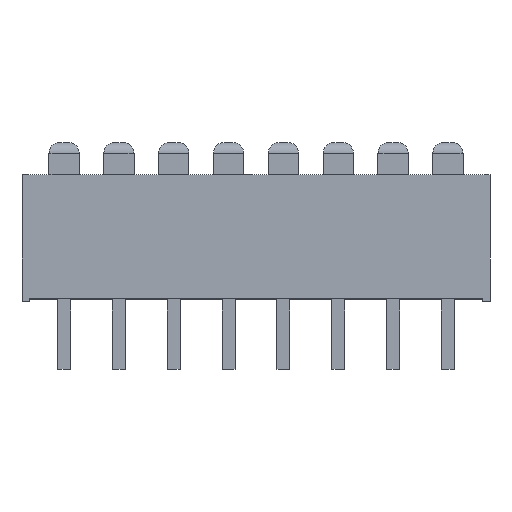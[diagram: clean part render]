
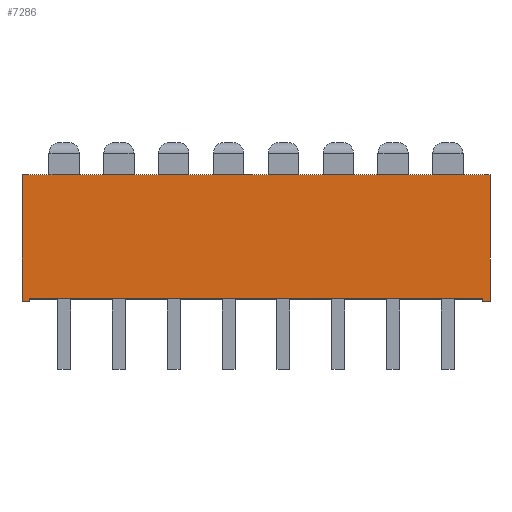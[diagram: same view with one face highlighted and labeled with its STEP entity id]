
A CAD part, top view. The second image highlights one B-rep face of the part: STEP entity #7286.
In plain terms, the highlighted planar face has unit normal (0, 0, 1).
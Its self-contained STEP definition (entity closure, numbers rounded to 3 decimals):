
#580 = EDGE_CURVE ( 'NONE', #4305, #6709, #5265, .T. ) ;
#606 = CARTESIAN_POINT ( 'NONE',  ( -10.84, 0., 4.95 ) ) ;
#623 = CARTESIAN_POINT ( 'NONE',  ( -10.84, 0., 4.95 ) ) ;
#630 = CARTESIAN_POINT ( 'NONE',  ( 10.5, -5.85, 4.95 ) ) ;
#784 = LINE ( 'NONE', #3998, #11329 ) ;
#1034 = DIRECTION ( 'NONE',  ( 0., 1., 0. ) ) ;
#1595 = ORIENTED_EDGE ( 'NONE', *, *, #6326, .T. ) ;
#1730 = CARTESIAN_POINT ( 'NONE',  ( 10.5, -5.75, 4.95 ) ) ;
#1880 = ORIENTED_EDGE ( 'NONE', *, *, #3449, .F. ) ;
#1923 = CARTESIAN_POINT ( 'NONE',  ( -10.84, -5.85, 4.95 ) ) ;
#1992 = DIRECTION ( 'NONE',  ( 1., 0., 0. ) ) ;
#2200 = DIRECTION ( 'NONE',  ( 1., 0., 0. ) ) ;
#2315 = CARTESIAN_POINT ( 'NONE',  ( -10.5, -5.85, 4.95 ) ) ;
#3283 = CARTESIAN_POINT ( 'NONE',  ( -10.5, -5.75, 4.95 ) ) ;
#3396 = LINE ( 'NONE', #7849, #9129 ) ;
#3449 = EDGE_CURVE ( 'NONE', #12541, #11195, #7188, .T. ) ;
#3943 = VERTEX_POINT ( 'NONE', #4809 ) ;
#3998 = CARTESIAN_POINT ( 'NONE',  ( -10.84, -5.85, 4.95 ) ) ;
#4039 = DIRECTION ( 'NONE',  ( 0., 1., 0. ) ) ;
#4047 = DIRECTION ( 'NONE',  ( 1., 0., 0. ) ) ;
#4305 = VERTEX_POINT ( 'NONE', #630 ) ;
#4467 = DIRECTION ( 'NONE',  ( 0., 1., 0. ) ) ;
#4663 = VECTOR ( 'NONE', #11505, 1000. ) ;
#4809 = CARTESIAN_POINT ( 'NONE',  ( -10.84, -5.85, 4.95 ) ) ;
#4861 = VECTOR ( 'NONE', #4047, 1000. ) ;
#4981 = DIRECTION ( 'NONE',  ( 1., 0., 0. ) ) ;
#5175 = VERTEX_POINT ( 'NONE', #606 ) ;
#5265 = LINE ( 'NONE', #7533, #10654 ) ;
#5533 = ORIENTED_EDGE ( 'NONE', *, *, #12364, .T. ) ;
#5936 = AXIS2_PLACEMENT_3D ( 'NONE', #6047, #11280, #4981 ) ;
#6047 = CARTESIAN_POINT ( 'NONE',  ( -10.84, -5.85, 4.95 ) ) ;
#6181 = CARTESIAN_POINT ( 'NONE',  ( 10.84, 0., 4.95 ) ) ;
#6326 = EDGE_CURVE ( 'NONE', #11581, #9217, #11061, .T. ) ;
#6475 = LINE ( 'NONE', #9781, #12763 ) ;
#6709 = VERTEX_POINT ( 'NONE', #1730 ) ;
#6852 = ORIENTED_EDGE ( 'NONE', *, *, #10686, .F. ) ;
#6915 = CARTESIAN_POINT ( 'NONE',  ( -10.5, -5.75, 4.95 ) ) ;
#7181 = PLANE ( 'NONE',  #5936 ) ;
#7188 = LINE ( 'NONE', #6915, #4663 ) ;
#7286 = ADVANCED_FACE ( 'NONE', ( #12334 ), #7181, .T. ) ;
#7339 = LINE ( 'NONE', #623, #4861 ) ;
#7533 = CARTESIAN_POINT ( 'NONE',  ( 10.5, -5.75, 4.95 ) ) ;
#7664 = CARTESIAN_POINT ( 'NONE',  ( 10.84, -5.85, 4.95 ) ) ;
#7765 = DIRECTION ( 'NONE',  ( -1., 0., 0. ) ) ;
#7849 = CARTESIAN_POINT ( 'NONE',  ( -10.5, -5.75, 4.95 ) ) ;
#8160 = EDGE_CURVE ( 'NONE', #5175, #9217, #7339, .T. ) ;
#8318 = CARTESIAN_POINT ( 'NONE',  ( 10.84, -5.85, 4.95 ) ) ;
#9129 = VECTOR ( 'NONE', #7765, 1000. ) ;
#9217 = VERTEX_POINT ( 'NONE', #6181 ) ;
#9292 = EDGE_CURVE ( 'NONE', #3943, #5175, #6475, .T. ) ;
#9384 = VECTOR ( 'NONE', #4467, 1000. ) ;
#9656 = EDGE_LOOP ( 'NONE', ( #13755, #5533, #1595, #11545, #12768, #12101, #1880, #6852 ) ) ;
#9781 = CARTESIAN_POINT ( 'NONE',  ( -10.84, -5.85, 4.95 ) ) ;
#10654 = VECTOR ( 'NONE', #4039, 1000. ) ;
#10686 = EDGE_CURVE ( 'NONE', #6709, #12541, #3396, .T. ) ;
#11061 = LINE ( 'NONE', #7664, #9384 ) ;
#11195 = VERTEX_POINT ( 'NONE', #2315 ) ;
#11280 = DIRECTION ( 'NONE',  ( 0., 0., 1. ) ) ;
#11329 = VECTOR ( 'NONE', #1992, 1000. ) ;
#11505 = DIRECTION ( 'NONE',  ( 0., -1., 0. ) ) ;
#11545 = ORIENTED_EDGE ( 'NONE', *, *, #8160, .F. ) ;
#11581 = VERTEX_POINT ( 'NONE', #8318 ) ;
#11944 = LINE ( 'NONE', #1923, #12648 ) ;
#12101 = ORIENTED_EDGE ( 'NONE', *, *, #13709, .T. ) ;
#12334 = FACE_OUTER_BOUND ( 'NONE', #9656, .T. ) ;
#12364 = EDGE_CURVE ( 'NONE', #4305, #11581, #11944, .T. ) ;
#12541 = VERTEX_POINT ( 'NONE', #3283 ) ;
#12648 = VECTOR ( 'NONE', #2200, 1000. ) ;
#12763 = VECTOR ( 'NONE', #1034, 1000. ) ;
#12768 = ORIENTED_EDGE ( 'NONE', *, *, #9292, .F. ) ;
#13709 = EDGE_CURVE ( 'NONE', #3943, #11195, #784, .T. ) ;
#13755 = ORIENTED_EDGE ( 'NONE', *, *, #580, .F. ) ;
